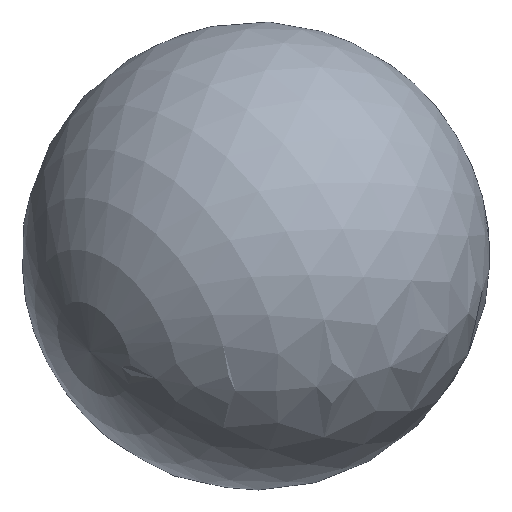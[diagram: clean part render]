
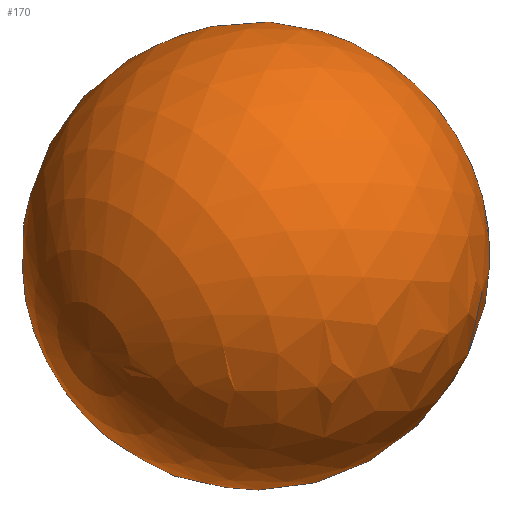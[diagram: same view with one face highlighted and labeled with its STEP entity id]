
A CAD part, isometric view. The second image highlights one B-rep face of the part: STEP entity #170.
In plain terms, the highlighted spherical face has radius 87.499 mm.
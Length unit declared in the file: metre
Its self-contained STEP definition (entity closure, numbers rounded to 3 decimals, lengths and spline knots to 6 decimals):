
#94=VERTEX_POINT('',#430);
#113=VERTEX_LOOP('',#94);
#132=FACE_BOUND('',#113,.T.);
#151=SPHERICAL_SURFACE('',#325,0.087499);
#170=ADVANCED_FACE('',(#132),#151,.T.);
#325=AXIS2_PLACEMENT_3D('',#429,#377,#378);
#377=DIRECTION('',(1.,0.,0.));
#378=DIRECTION('',(0.,-1.,0.));
#429=CARTESIAN_POINT('',(0.,0.,0.));
#430=CARTESIAN_POINT('',(-0.087499,0.,0.));
